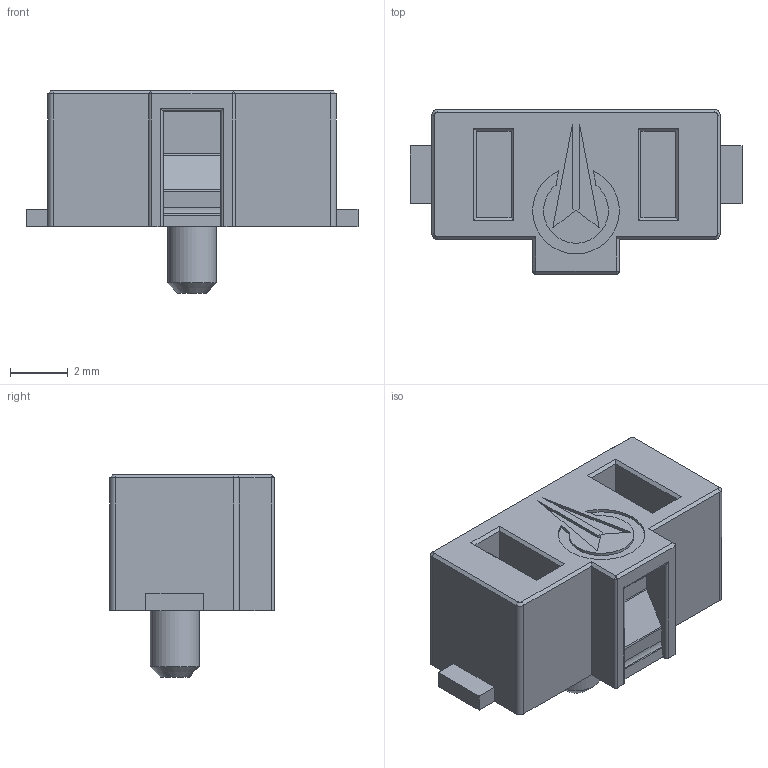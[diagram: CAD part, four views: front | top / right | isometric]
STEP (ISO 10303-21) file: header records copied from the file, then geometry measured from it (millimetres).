
FILE_DESCRIPTION(('FreeCAD Model'),'2;1');
FILE_NAME('Open CASCADE Shape Model','2023-05-23T16:59:28',(''),(''), 'Open CASCADE STEP processor 7.6','FreeCAD','Unknown');
FILE_SCHEMA(('AUTOMOTIVE_DESIGN { 1 0 10303 214 1 1 1 1 }'));
Length unit declared in the file: millimetre
Products named in the file (1): stem_sunset_tactile
Bounding box: 11.5 x 5.7 x 7 mm (x, y, z)
Volume: 152.5 mm3; surface area: 419.7 mm2
Topology: 1 solids, 1 shells, 90 faces, 218 edges, 135 vertices
Faces by surface type: plane 66, cylinder 17, cone 7
Full cylindrical faces by diameter (mm): 1.7 x1, 4 x1
Entity records: 2583 total; most frequent: CARTESIAN_POINT 442, DIRECTION 435, ORIENTED_EDGE 432, EDGE_CURVE 216, LINE 179, VECTOR 179, VERTEX_POINT 135, AXIS2_PLACEMENT_3D 128
